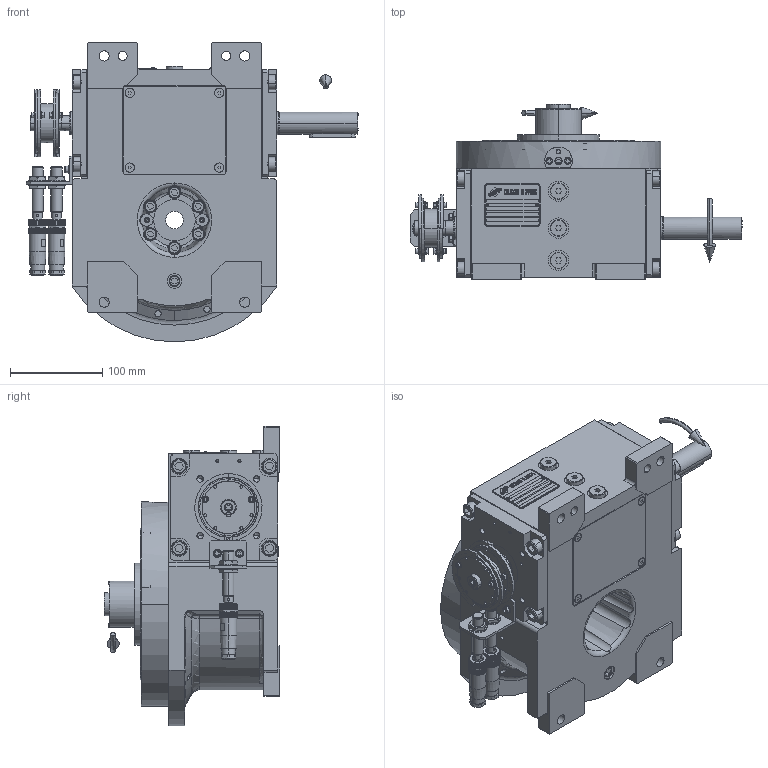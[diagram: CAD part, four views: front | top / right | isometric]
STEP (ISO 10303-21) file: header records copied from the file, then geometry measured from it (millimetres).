
FILE_DESCRIPTION (( 'STEP AP203' ), '1' );
FILE_NAME ('PC5200646.step', '2024-09-18T08:20:34', ( '' ), ( '' ), 'SwSTEP 2.0', 'SolidWorks 2020', '' );
FILE_SCHEMA (( 'CONFIG_CONTROL_DESIGN' ));
Length unit declared in the file: millimetre
Products named in the file (91): cfn2000_01_124; cfn2205_01_013; 900_38_30_003; CFN2356_03_047.stp; AS_rig06_004; AS_rig06_004_s_001; 900_38_10_028; cfn2115_02_194; AS_cfn2476_01_002_60x46; cfn2158_01_011; cfn2128_04_004; cfn2115_02_165; AS_rig06_016; cfn2077_01_018; cfn2000_01_103; AS_rig06_071_8_m; cfn2003_01_054; cfn2276_01_074; cfn2155_01_056; cfn2151_01_290; cfn2000_01_126; cfn2151_01_109; cfn2115_01_005; rig06_002_bl_001; AS_900_38_30_003; RIG06_021_AF0.stp; CFN2010_01_012.stp; CFN2104_02_017.stp; CFN2000_01_185.stp; rig06_005_n_01; cfn2000_01_161; rig06_001_a; rig06_007_master; freccia_angolare; cfn2155_01_303; cfn2055_01_002; rig06_004_s_001; AS_cfn2400_04_024; CFN2203_02_001.stp; cfn2070_05_005 ...
Assembly tree (87 placements, depth 5):
  cfn2205_01_013
  CFN2356_03_047.stp
  cfn2115_02_165
  cfn2077_01_018
  cfn2276_01_074
Bounding box: 360 x 190 x 325 mm (x, y, z)
Volume: 2521833.6 mm3; surface area: 820291.8 mm2
Topology: 75 solids, 75 shells, 4565 faces, 11572 edges, 7336 vertices
Faces by surface type: plane 2160, cylinder 1544, cone 811, torus 38, bspline 6, sphere 6
Entity records: 117524 total; most frequent: CARTESIAN_POINT 26686, DIRECTION 17034, ORIENTED_EDGE 16780, EDGE_CURVE 8390, AXIS2_PLACEMENT_3D 6126, VERTEX_POINT 5390, VECTOR 4782, LINE 4782
